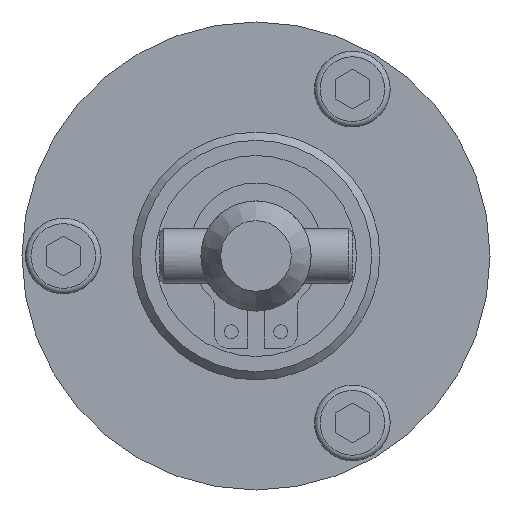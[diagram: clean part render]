
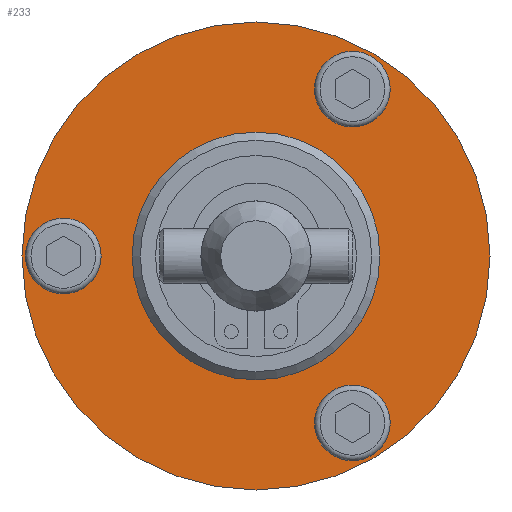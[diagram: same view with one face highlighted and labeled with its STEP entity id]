
A CAD part, front view. The second image highlights one B-rep face of the part: STEP entity #233.
In plain terms, the highlighted planar face has unit normal (0, -1, 0).
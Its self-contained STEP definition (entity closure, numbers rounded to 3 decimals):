
#233 = ADVANCED_FACE( '', ( #540, #541, #542, #543, #544 ), #545, .F. );
#540 = FACE_BOUND( '', #934, .T. );
#541 = FACE_BOUND( '', #935, .T. );
#542 = FACE_BOUND( '', #936, .T. );
#543 = FACE_BOUND( '', #937, .T. );
#544 = FACE_OUTER_BOUND( '', #938, .T. );
#545 = PLANE( '', #939 );
#934 = EDGE_LOOP( '', ( #1535 ) );
#935 = EDGE_LOOP( '', ( #1536 ) );
#936 = EDGE_LOOP( '', ( #1537 ) );
#937 = EDGE_LOOP( '', ( #1538 ) );
#938 = EDGE_LOOP( '', ( #1539 ) );
#939 = AXIS2_PLACEMENT_3D( '', #1540, #1541, #1542 );
#1535 = ORIENTED_EDGE( '', *, *, #2183, .F. );
#1536 = ORIENTED_EDGE( '', *, *, #2201, .T. );
#1537 = ORIENTED_EDGE( '', *, *, #2202, .T. );
#1538 = ORIENTED_EDGE( '', *, *, #2203, .T. );
#1539 = ORIENTED_EDGE( '', *, *, #2204, .T. );
#1540 = CARTESIAN_POINT( '', ( 17., 0., 0. ) );
#1541 = DIRECTION( '', ( 0., 1., 0. ) );
#1542 = DIRECTION( '', ( 0., 0., 1. ) );
#2183 = EDGE_CURVE( '', #2609, #2609, #2610, .T. );
#2201 = EDGE_CURVE( '', #2636, #2636, #2637, .T. );
#2202 = EDGE_CURVE( '', #2638, #2638, #2639, .T. );
#2203 = EDGE_CURVE( '', #2640, #2640, #2641, .T. );
#2204 = EDGE_CURVE( '', #2642, #2642, #2643, .T. );
#2609 = VERTEX_POINT( '', #3293 );
#2610 = CIRCLE( '', #3294, 9. );
#2636 = VERTEX_POINT( '', #3343 );
#2637 = CIRCLE( '', #3344, 1.5 );
#2638 = VERTEX_POINT( '', #3345 );
#2639 = CIRCLE( '', #3346, 1.5 );
#2640 = VERTEX_POINT( '', #3347 );
#2641 = CIRCLE( '', #3348, 1.5 );
#2642 = VERTEX_POINT( '', #3349 );
#2643 = CIRCLE( '', #3350, 17. );
#3293 = CARTESIAN_POINT( '', ( 0., 0., -9. ) );
#3294 = AXIS2_PLACEMENT_3D( '', #3815, #3816, #3817 );
#3343 = CARTESIAN_POINT( '', ( -14., 0., 1.5 ) );
#3344 = AXIS2_PLACEMENT_3D( '', #3834, #3835, #3836 );
#3345 = CARTESIAN_POINT( '', ( 7., 0., -10.624 ) );
#3346 = AXIS2_PLACEMENT_3D( '', #3837, #3838, #3839 );
#3347 = CARTESIAN_POINT( '', ( 7., 0., 13.624 ) );
#3348 = AXIS2_PLACEMENT_3D( '', #3840, #3841, #3842 );
#3349 = CARTESIAN_POINT( '', ( 0., 0., -17. ) );
#3350 = AXIS2_PLACEMENT_3D( '', #3843, #3844, #3845 );
#3815 = CARTESIAN_POINT( '', ( 0., 0., 0. ) );
#3816 = DIRECTION( '', ( 0., -1., 0. ) );
#3817 = DIRECTION( '', ( 0., 0., -1. ) );
#3834 = CARTESIAN_POINT( '', ( -14., 0., 0. ) );
#3835 = DIRECTION( '', ( 0., 1., 0. ) );
#3836 = DIRECTION( '', ( 0., 0., 1. ) );
#3837 = CARTESIAN_POINT( '', ( 7., 0., -12.124 ) );
#3838 = DIRECTION( '', ( 0., 1., 0. ) );
#3839 = DIRECTION( '', ( 0., 0., 1. ) );
#3840 = CARTESIAN_POINT( '', ( 7., 0., 12.124 ) );
#3841 = DIRECTION( '', ( 0., 1., 0. ) );
#3842 = DIRECTION( '', ( 0., 0., 1. ) );
#3843 = CARTESIAN_POINT( '', ( 0., 0., 0. ) );
#3844 = DIRECTION( '', ( 0., -1., 0. ) );
#3845 = DIRECTION( '', ( 0., 0., -1. ) );
